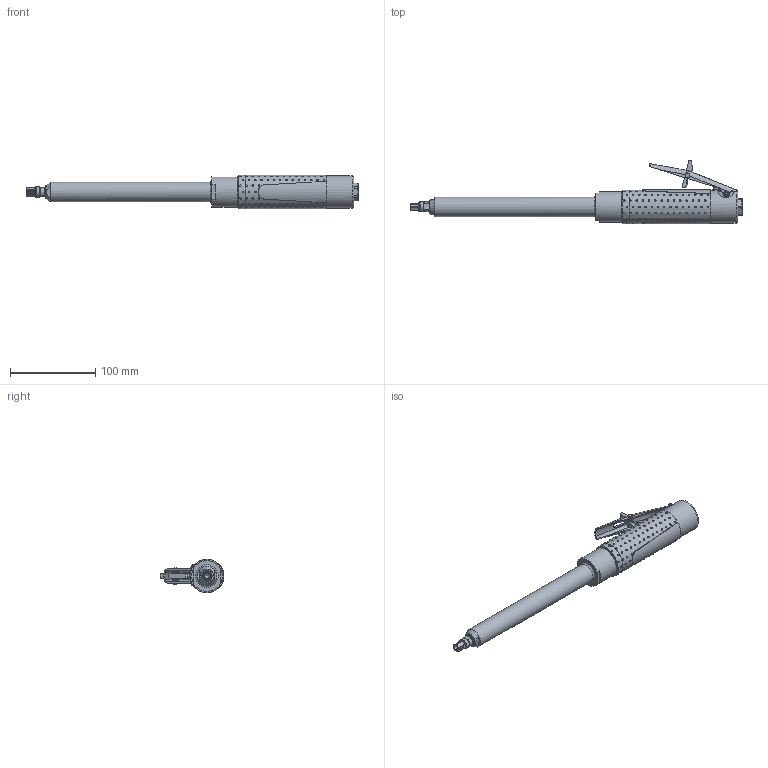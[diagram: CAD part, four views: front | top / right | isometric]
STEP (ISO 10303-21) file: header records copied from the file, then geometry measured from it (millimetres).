
FILE_DESCRIPTION(/* description */ ('GL 200 H'),/* implementation_level */ '2;1');
FILE_NAME(/* name */ 'GL 200 H_60000275.stp',/* time_stamp */ '2017-02-23T10:48:02+01:00',/* author */ ('ibasyouni'),/* organization */ (''),/* preprocessor_version */ 'ST-DEVELOPER v16.1',/* originating_system */ 'Autodesk Inventor 2016',/* authorisation */ '');
FILE_SCHEMA (('AUTOMOTIVE_DESIGN { 1 0 10303 214 3 1 1 }'));
Length unit declared in the file: millimetre
Products named in the file (1): GL 200 H_60000275
Bounding box: 389.3 x 74.95 x 39.6 mm (x, y, z)
Volume: 275458.1 mm3; surface area: 49372.5 mm2
Topology: 1 solids, 4 shells, 480 faces, 1676 edges, 1211 vertices
Faces by surface type: sphere 164, plane 143, cylinder 120, cone 35, torus 10, bspline 8
Full cylindrical faces by diameter (mm): 0.5 x5, 2 x1, 3 x5, 3.1 x2, 3.2 x2, 3.8 x1, 4 x9, 4.5 x10, 4.6 x1, 5 x1, 5.5 x2, 6 x1, 6.1 x1, 7.188 x1, 8 x2, 8.1 x2, 11.445 x1, 11.9 x2, 12.5 x1, 13.16 x1, 23 x1, 32 x1, 32.2 x1, 32.376 x1, 36 x1, 38 x1, 38.8 x1, 39 x2
Entity records: 22512 total; most frequent: CARTESIAN_POINT 11749, ORIENTED_EDGE 2058, DIRECTION 1793, EDGE_CURVE 1029, VERTEX_POINT 815, AXIS2_PLACEMENT_3D 762, EDGE_LOOP 756, FACE_OUTER_BOUND 472
